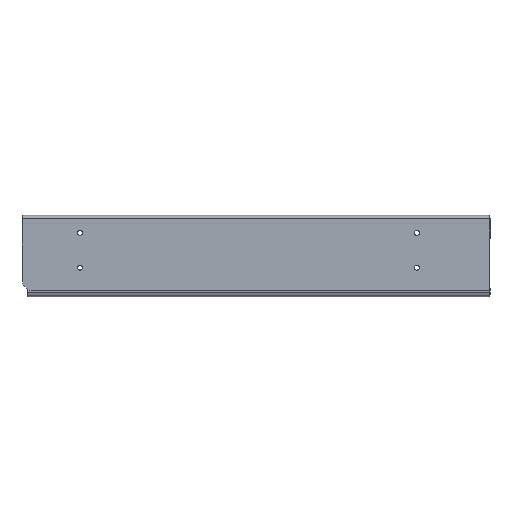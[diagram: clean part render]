
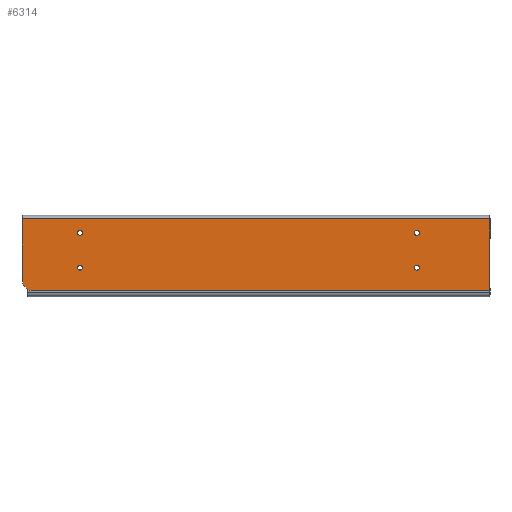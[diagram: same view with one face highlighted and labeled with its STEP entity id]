
A CAD part, front view. The second image highlights one B-rep face of the part: STEP entity #6314.
In plain terms, the highlighted planar face has unit normal (0, -1, 0).
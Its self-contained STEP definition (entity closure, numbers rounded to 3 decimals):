
#36 = AXIS2_PLACEMENT_3D ( 'NONE', #10869, #9105, #2845 ) ;
#324 = DIRECTION ( 'NONE',  ( -1., 0., 0. ) ) ;
#370 = DIRECTION ( 'NONE',  ( 0., 0., 1. ) ) ;
#375 = LINE ( 'NONE', #8402, #5531 ) ;
#595 = EDGE_LOOP ( 'NONE', ( #2300, #3160 ) ) ;
#652 = VERTEX_POINT ( 'NONE', #1035 ) ;
#665 = CARTESIAN_POINT ( 'NONE',  ( 526.996, -51.246, 0.999 ) ) ;
#776 = CARTESIAN_POINT ( 'NONE',  ( 397.996, -51.246, -64.001 ) ) ;
#1035 = CARTESIAN_POINT ( 'NONE',  ( 4.996, -51.246, -64.001 ) ) ;
#1132 = VERTEX_POINT ( 'NONE', #7242 ) ;
#1305 = FACE_BOUND ( 'NONE', #8259, .T. ) ;
#1416 = VERTEX_POINT ( 'NONE', #4230 ) ;
#1448 = DIRECTION ( 'NONE',  ( 0., 0., -1. ) ) ;
#1485 = ORIENTED_EDGE ( 'NONE', *, *, #11534, .F. ) ;
#1496 = DIRECTION ( 'NONE',  ( 0., 1., 0. ) ) ;
#2040 = EDGE_CURVE ( 'NONE', #1416, #9796, #5448, .T. ) ;
#2141 = AXIS2_PLACEMENT_3D ( 'NONE', #665, #3322, #4086 ) ;
#2155 = AXIS2_PLACEMENT_3D ( 'NONE', #8652, #6643, #1448 ) ;
#2267 = CARTESIAN_POINT ( 'NONE',  ( 334.996, -51.246, -14.001 ) ) ;
#2300 = ORIENTED_EDGE ( 'NONE', *, *, #8807, .T. ) ;
#2306 = CARTESIAN_POINT ( 'NONE',  ( -5.004, -51.246, 0.999 ) ) ;
#2326 = DIRECTION ( 'NONE',  ( 0., 1., 0. ) ) ;
#2412 = CARTESIAN_POINT ( 'NONE',  ( 44.996, -51.246, -16.151 ) ) ;
#2563 = ORIENTED_EDGE ( 'NONE', *, *, #8197, .T. ) ;
#2664 = VECTOR ( 'NONE', #3906, 1000. ) ;
#2845 = DIRECTION ( 'NONE',  ( 0., 0., 1. ) ) ;
#2865 = EDGE_LOOP ( 'NONE', ( #10939, #2563 ) ) ;
#2999 = EDGE_CURVE ( 'NONE', #4890, #9339, #5160, .T. ) ;
#3018 = CARTESIAN_POINT ( 'NONE',  ( 44.996, -51.246, -11.851 ) ) ;
#3160 = ORIENTED_EDGE ( 'NONE', *, *, #11543, .T. ) ;
#3206 = CARTESIAN_POINT ( 'NONE',  ( 44.996, -51.246, -41.851 ) ) ;
#3230 = DIRECTION ( 'NONE',  ( 0., 1., 0. ) ) ;
#3264 = FACE_OUTER_BOUND ( 'NONE', #5733, .T. ) ;
#3297 = CARTESIAN_POINT ( 'NONE',  ( 44.996, -51.246, -44.001 ) ) ;
#3322 = DIRECTION ( 'NONE',  ( 0., -1., 0. ) ) ;
#3437 = CIRCLE ( 'NONE', #10409, 2.15 ) ;
#3495 = CARTESIAN_POINT ( 'NONE',  ( 334.996, -51.246, -44.001 ) ) ;
#3566 = AXIS2_PLACEMENT_3D ( 'NONE', #7788, #8450, #370 ) ;
#3799 = VERTEX_POINT ( 'NONE', #10542 ) ;
#3906 = DIRECTION ( 'NONE',  ( 0., 0., 1. ) ) ;
#3976 = DIRECTION ( 'NONE',  ( 0., 0., 1. ) ) ;
#4016 = CARTESIAN_POINT ( 'NONE',  ( 334.996, -51.246, -14.001 ) ) ;
#4086 = DIRECTION ( 'NONE',  ( 0., 0., -1. ) ) ;
#4191 = LINE ( 'NONE', #11320, #7604 ) ;
#4230 = CARTESIAN_POINT ( 'NONE',  ( 334.996, -51.246, -41.851 ) ) ;
#4256 = VERTEX_POINT ( 'NONE', #8704 ) ;
#4318 = ORIENTED_EDGE ( 'NONE', *, *, #11312, .T. ) ;
#4763 = EDGE_CURVE ( 'NONE', #9796, #1416, #3437, .T. ) ;
#4890 = VERTEX_POINT ( 'NONE', #3018 ) ;
#4963 = FACE_BOUND ( 'NONE', #5946, .T. ) ;
#5083 = VERTEX_POINT ( 'NONE', #5838 ) ;
#5158 = AXIS2_PLACEMENT_3D ( 'NONE', #3297, #6890, #10494 ) ;
#5160 = CIRCLE ( 'NONE', #7812, 2.15 ) ;
#5387 = CARTESIAN_POINT ( 'NONE',  ( 397.996, -51.246, -2.001 ) ) ;
#5448 = CIRCLE ( 'NONE', #3566, 2.15 ) ;
#5531 = VECTOR ( 'NONE', #324, 1000. ) ;
#5673 = CIRCLE ( 'NONE', #10395, 2.15 ) ;
#5729 = LINE ( 'NONE', #2306, #2664 ) ;
#5733 = EDGE_LOOP ( 'NONE', ( #4318, #8323, #1485, #6281, #11376 ) ) ;
#5838 = CARTESIAN_POINT ( 'NONE',  ( 44.996, -51.246, -46.151 ) ) ;
#5946 = EDGE_LOOP ( 'NONE', ( #10124, #7158 ) ) ;
#6052 = CARTESIAN_POINT ( 'NONE',  ( 44.996, -51.246, -44.001 ) ) ;
#6154 = EDGE_CURVE ( 'NONE', #9174, #11260, #375, .T. ) ;
#6281 = ORIENTED_EDGE ( 'NONE', *, *, #8437, .T. ) ;
#6314 = ADVANCED_FACE ( 'NONE', ( #4963, #8747, #1305, #3264, #7619 ), #11222, .T. ) ;
#6607 = DIRECTION ( 'NONE',  ( 0., 0., 1. ) ) ;
#6630 = EDGE_CURVE ( 'NONE', #3799, #652, #4191, .T. ) ;
#6643 = DIRECTION ( 'NONE',  ( 0., -1., 0. ) ) ;
#6681 = CIRCLE ( 'NONE', #8760, 2.15 ) ;
#6836 = DIRECTION ( 'NONE',  ( -1., 0., 0. ) ) ;
#6890 = DIRECTION ( 'NONE',  ( 0., 1., 0. ) ) ;
#7004 = AXIS2_PLACEMENT_3D ( 'NONE', #6052, #3230, #9550 ) ;
#7091 = DIRECTION ( 'NONE',  ( 0., 1., 0. ) ) ;
#7092 = LINE ( 'NONE', #776, #7731 ) ;
#7158 = ORIENTED_EDGE ( 'NONE', *, *, #11465, .T. ) ;
#7242 = CARTESIAN_POINT ( 'NONE',  ( -5.004, -51.246, -54.001 ) ) ;
#7358 = CARTESIAN_POINT ( 'NONE',  ( 334.996, -51.246, -16.151 ) ) ;
#7604 = VECTOR ( 'NONE', #6836, 1000. ) ;
#7619 = FACE_BOUND ( 'NONE', #595, .T. ) ;
#7731 = VECTOR ( 'NONE', #11632, 1000. ) ;
#7788 = CARTESIAN_POINT ( 'NONE',  ( 334.996, -51.246, -44.001 ) ) ;
#7804 = CIRCLE ( 'NONE', #5158, 2.15 ) ;
#7812 = AXIS2_PLACEMENT_3D ( 'NONE', #9590, #1496, #8701 ) ;
#7937 = CIRCLE ( 'NONE', #36, 2.15 ) ;
#8197 = EDGE_CURVE ( 'NONE', #5083, #11271, #7804, .T. ) ;
#8259 = EDGE_LOOP ( 'NONE', ( #8525, #10701 ) ) ;
#8323 = ORIENTED_EDGE ( 'NONE', *, *, #6154, .T. ) ;
#8402 = CARTESIAN_POINT ( 'NONE',  ( 526.996, -51.246, -2.001 ) ) ;
#8437 = EDGE_CURVE ( 'NONE', #1132, #652, #10265, .T. ) ;
#8450 = DIRECTION ( 'NONE',  ( 0., 1., 0. ) ) ;
#8525 = ORIENTED_EDGE ( 'NONE', *, *, #2040, .T. ) ;
#8652 = CARTESIAN_POINT ( 'NONE',  ( 4.996, -51.246, -54.001 ) ) ;
#8701 = DIRECTION ( 'NONE',  ( 0., 0., 1. ) ) ;
#8704 = CARTESIAN_POINT ( 'NONE',  ( 334.996, -51.246, -11.851 ) ) ;
#8747 = FACE_BOUND ( 'NONE', #2865, .T. ) ;
#8760 = AXIS2_PLACEMENT_3D ( 'NONE', #2267, #2326, #3976 ) ;
#8807 = EDGE_CURVE ( 'NONE', #4256, #9543, #6681, .T. ) ;
#9105 = DIRECTION ( 'NONE',  ( 0., 1., 0. ) ) ;
#9174 = VERTEX_POINT ( 'NONE', #5387 ) ;
#9339 = VERTEX_POINT ( 'NONE', #2412 ) ;
#9543 = VERTEX_POINT ( 'NONE', #7358 ) ;
#9550 = DIRECTION ( 'NONE',  ( 0., 0., 1. ) ) ;
#9590 = CARTESIAN_POINT ( 'NONE',  ( 44.996, -51.246, -14.001 ) ) ;
#9796 = VERTEX_POINT ( 'NONE', #10584 ) ;
#10124 = ORIENTED_EDGE ( 'NONE', *, *, #2999, .T. ) ;
#10163 = DIRECTION ( 'NONE',  ( 0., 1., 0. ) ) ;
#10265 = CIRCLE ( 'NONE', #2155, 10. ) ;
#10395 = AXIS2_PLACEMENT_3D ( 'NONE', #4016, #10163, #6607 ) ;
#10409 = AXIS2_PLACEMENT_3D ( 'NONE', #3495, #7091, #10634 ) ;
#10494 = DIRECTION ( 'NONE',  ( 0., 0., 1. ) ) ;
#10499 = EDGE_CURVE ( 'NONE', #11271, #5083, #10964, .T. ) ;
#10542 = CARTESIAN_POINT ( 'NONE',  ( 397.996, -51.246, -64.001 ) ) ;
#10584 = CARTESIAN_POINT ( 'NONE',  ( 334.996, -51.246, -46.151 ) ) ;
#10634 = DIRECTION ( 'NONE',  ( 0., 0., 1. ) ) ;
#10701 = ORIENTED_EDGE ( 'NONE', *, *, #4763, .T. ) ;
#10869 = CARTESIAN_POINT ( 'NONE',  ( 44.996, -51.246, -14.001 ) ) ;
#10939 = ORIENTED_EDGE ( 'NONE', *, *, #10499, .T. ) ;
#10964 = CIRCLE ( 'NONE', #7004, 2.15 ) ;
#11222 = PLANE ( 'NONE',  #2141 ) ;
#11226 = CARTESIAN_POINT ( 'NONE',  ( -5.004, -51.246, -2.001 ) ) ;
#11260 = VERTEX_POINT ( 'NONE', #11226 ) ;
#11271 = VERTEX_POINT ( 'NONE', #3206 ) ;
#11312 = EDGE_CURVE ( 'NONE', #3799, #9174, #7092, .T. ) ;
#11320 = CARTESIAN_POINT ( 'NONE',  ( 526.996, -51.246, -64.001 ) ) ;
#11376 = ORIENTED_EDGE ( 'NONE', *, *, #6630, .F. ) ;
#11465 = EDGE_CURVE ( 'NONE', #9339, #4890, #7937, .T. ) ;
#11534 = EDGE_CURVE ( 'NONE', #1132, #11260, #5729, .T. ) ;
#11543 = EDGE_CURVE ( 'NONE', #9543, #4256, #5673, .T. ) ;
#11632 = DIRECTION ( 'NONE',  ( 0., 0., 1. ) ) ;
